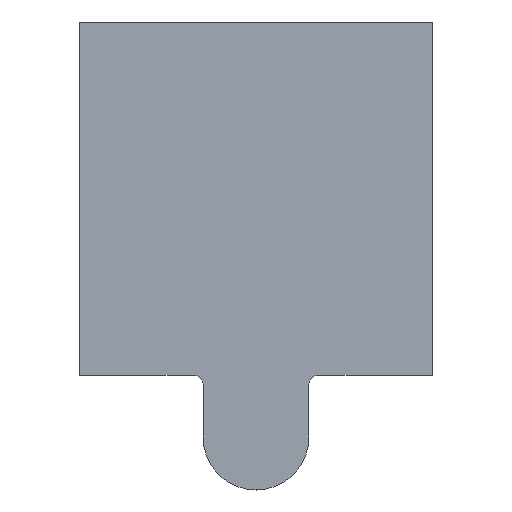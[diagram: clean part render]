
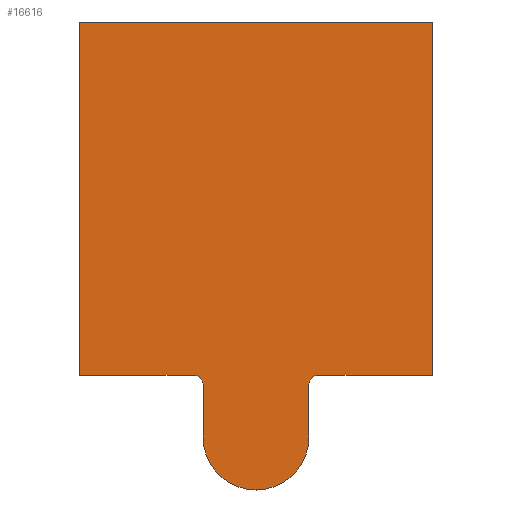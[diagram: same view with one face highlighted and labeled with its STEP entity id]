
A CAD part, top view. The second image highlights one B-rep face of the part: STEP entity #16616.
In plain terms, the highlighted planar face has unit normal (0, 0, 1).
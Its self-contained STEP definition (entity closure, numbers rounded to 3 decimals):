
#69 = CIRCLE ( 'NONE', #2573, 0.5 ) ;
#97 = EDGE_CURVE ( 'NONE', #11398, #843, #16158, .T. ) ;
#280 = EDGE_CURVE ( 'NONE', #4451, #12295, #11499, .T. ) ;
#285 = LINE ( 'NONE', #18786, #19030 ) ;
#626 = CIRCLE ( 'NONE', #3115, 3. ) ;
#843 = VERTEX_POINT ( 'NONE', #4279 ) ;
#917 = DIRECTION ( 'NONE',  ( 0., -1., 0. ) ) ;
#1026 = DIRECTION ( 'NONE',  ( 0., 0., 1. ) ) ;
#1580 = EDGE_CURVE ( 'NONE', #18344, #14361, #69, .T. ) ;
#1872 = CARTESIAN_POINT ( 'NONE',  ( 53.505, -10.504, 0.15 ) ) ;
#2010 = VECTOR ( 'NONE', #8321, 1000. ) ;
#2126 = ORIENTED_EDGE ( 'NONE', *, *, #8714, .F. ) ;
#2573 = AXIS2_PLACEMENT_3D ( 'NONE', #1872, #13746, #18324 ) ;
#2577 = DIRECTION ( 'NONE',  ( -1., 0., 0. ) ) ;
#2706 = DIRECTION ( 'NONE',  ( -1., 0., 0. ) ) ;
#3115 = AXIS2_PLACEMENT_3D ( 'NONE', #6772, #9552, #15604 ) ;
#3443 = ORIENTED_EDGE ( 'NONE', *, *, #97, .F. ) ;
#4279 = CARTESIAN_POINT ( 'NONE',  ( 40.005, -10.004, 0.15 ) ) ;
#4451 = VERTEX_POINT ( 'NONE', #13394 ) ;
#4583 = ORIENTED_EDGE ( 'NONE', *, *, #11945, .F. ) ;
#4765 = ORIENTED_EDGE ( 'NONE', *, *, #280, .F. ) ;
#4782 = ORIENTED_EDGE ( 'NONE', *, *, #11997, .F. ) ;
#5030 = EDGE_CURVE ( 'NONE', #4451, #8069, #626, .T. ) ;
#5133 = CARTESIAN_POINT ( 'NONE',  ( 53.005, -13.504, 0.15 ) ) ;
#5388 = PLANE ( 'NONE',  #14200 ) ;
#6542 = DIRECTION ( 'NONE',  ( 0., 1., 0. ) ) ;
#6568 = EDGE_CURVE ( 'NONE', #18611, #18344, #9302, .T. ) ;
#6772 = CARTESIAN_POINT ( 'NONE',  ( 50.005, -13.504, 0.15 ) ) ;
#6914 = DIRECTION ( 'NONE',  ( 0., 1., 0. ) ) ;
#7615 = ORIENTED_EDGE ( 'NONE', *, *, #5030, .T. ) ;
#7622 = ORIENTED_EDGE ( 'NONE', *, *, #1580, .F. ) ;
#7630 = ORIENTED_EDGE ( 'NONE', *, *, #18016, .F. ) ;
#7924 = FACE_OUTER_BOUND ( 'NONE', #13607, .T. ) ;
#8018 = ORIENTED_EDGE ( 'NONE', *, *, #17704, .F. ) ;
#8026 = CARTESIAN_POINT ( 'NONE',  ( 46.505, -10.504, 0.15 ) ) ;
#8069 = VERTEX_POINT ( 'NONE', #5133 ) ;
#8321 = DIRECTION ( 'NONE',  ( 0., -1., 0. ) ) ;
#8614 = CARTESIAN_POINT ( 'NONE',  ( 46.505, -10.004, 0.15 ) ) ;
#8714 = EDGE_CURVE ( 'NONE', #18776, #18611, #19046, .T. ) ;
#8945 = CARTESIAN_POINT ( 'NONE',  ( 60.005, -10.004, 0.15 ) ) ;
#9302 = LINE ( 'NONE', #19558, #17643 ) ;
#9552 = DIRECTION ( 'NONE',  ( 0., 0., 1. ) ) ;
#9785 = CARTESIAN_POINT ( 'NONE',  ( 40.005, 9.996, 0.15 ) ) ;
#9795 = CARTESIAN_POINT ( 'NONE',  ( 46.505, -10.504, 0.15 ) ) ;
#9918 = CARTESIAN_POINT ( 'NONE',  ( 60.005, 9.996, 0.15 ) ) ;
#10274 = VERTEX_POINT ( 'NONE', #13447 ) ;
#10341 = CARTESIAN_POINT ( 'NONE',  ( 47.005, -10.504, 0.15 ) ) ;
#10861 = VECTOR ( 'NONE', #15842, 1000. ) ;
#11102 = DIRECTION ( 'NONE',  ( -1., 0., 0. ) ) ;
#11318 = CARTESIAN_POINT ( 'NONE',  ( 60.005, 9.996, 0.15 ) ) ;
#11344 = CARTESIAN_POINT ( 'NONE',  ( 53.005, -10.504, 0.15 ) ) ;
#11398 = VERTEX_POINT ( 'NONE', #13743 ) ;
#11499 = LINE ( 'NONE', #17551, #11815 ) ;
#11815 = VECTOR ( 'NONE', #6914, 1000. ) ;
#11945 = EDGE_CURVE ( 'NONE', #10274, #18776, #15747, .T. ) ;
#11997 = EDGE_CURVE ( 'NONE', #14361, #8069, #14447, .T. ) ;
#12295 = VERTEX_POINT ( 'NONE', #10341 ) ;
#12365 = DIRECTION ( 'NONE',  ( 0., 0., -1. ) ) ;
#12744 = VECTOR ( 'NONE', #917, 1000. ) ;
#12838 = CARTESIAN_POINT ( 'NONE',  ( 53.505, -10.004, 0.15 ) ) ;
#13394 = CARTESIAN_POINT ( 'NONE',  ( 47.005, -13.504, 0.15 ) ) ;
#13416 = VECTOR ( 'NONE', #2706, 1000. ) ;
#13447 = CARTESIAN_POINT ( 'NONE',  ( 40.005, 9.996, 0.15 ) ) ;
#13607 = EDGE_LOOP ( 'NONE', ( #4782, #7622, #16176, #2126, #4583, #8018, #3443, #7630, #4765, #7615 ) ) ;
#13743 = CARTESIAN_POINT ( 'NONE',  ( 46.505, -10.004, 0.15 ) ) ;
#13746 = DIRECTION ( 'NONE',  ( 0., 0., 1. ) ) ;
#14200 = AXIS2_PLACEMENT_3D ( 'NONE', #8026, #12365, #11102 ) ;
#14361 = VERTEX_POINT ( 'NONE', #11344 ) ;
#14447 = LINE ( 'NONE', #17261, #12744 ) ;
#15222 = AXIS2_PLACEMENT_3D ( 'NONE', #9795, #1026, #2577 ) ;
#15604 = DIRECTION ( 'NONE',  ( -1., 0., 0. ) ) ;
#15747 = LINE ( 'NONE', #9785, #10861 ) ;
#15842 = DIRECTION ( 'NONE',  ( 1., 0., 0. ) ) ;
#16158 = LINE ( 'NONE', #8614, #13416 ) ;
#16176 = ORIENTED_EDGE ( 'NONE', *, *, #6568, .F. ) ;
#16616 = ADVANCED_FACE ( 'NONE', ( #7924 ), #5388, .F. ) ;
#17261 = CARTESIAN_POINT ( 'NONE',  ( 53.005, -10.504, 0.15 ) ) ;
#17551 = CARTESIAN_POINT ( 'NONE',  ( 47.005, -13.504, 0.15 ) ) ;
#17643 = VECTOR ( 'NONE', #18041, 1000. ) ;
#17704 = EDGE_CURVE ( 'NONE', #843, #10274, #285, .T. ) ;
#18016 = EDGE_CURVE ( 'NONE', #12295, #11398, #18090, .T. ) ;
#18041 = DIRECTION ( 'NONE',  ( -1., 0., 0. ) ) ;
#18090 = CIRCLE ( 'NONE', #15222, 0.5 ) ;
#18324 = DIRECTION ( 'NONE',  ( -1., 0., 0. ) ) ;
#18344 = VERTEX_POINT ( 'NONE', #12838 ) ;
#18611 = VERTEX_POINT ( 'NONE', #8945 ) ;
#18776 = VERTEX_POINT ( 'NONE', #9918 ) ;
#18786 = CARTESIAN_POINT ( 'NONE',  ( 40.005, -10.004, 0.15 ) ) ;
#19030 = VECTOR ( 'NONE', #6542, 1000. ) ;
#19046 = LINE ( 'NONE', #11318, #2010 ) ;
#19558 = CARTESIAN_POINT ( 'NONE',  ( 60.005, -10.004, 0.15 ) ) ;
